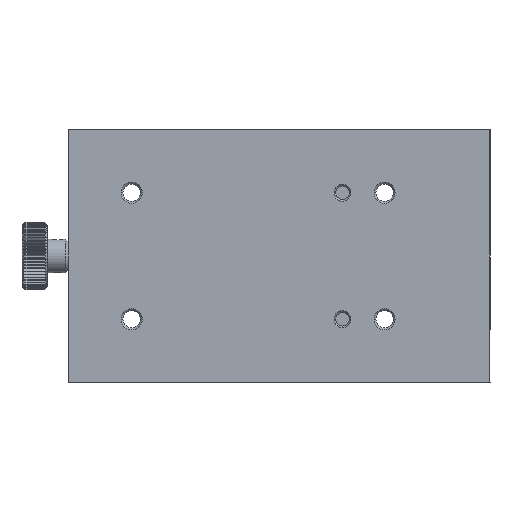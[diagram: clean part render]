
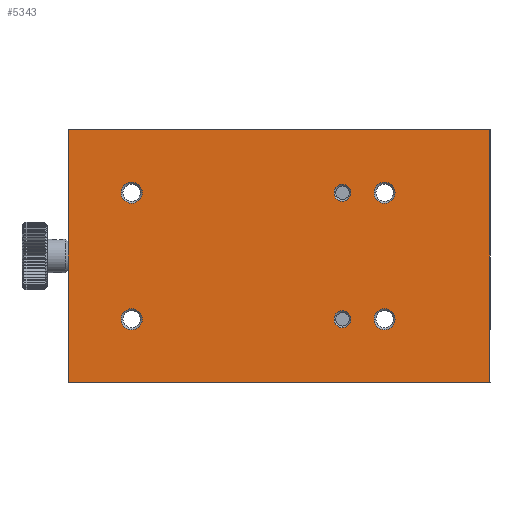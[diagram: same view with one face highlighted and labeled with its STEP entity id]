
A CAD part, front view. The second image highlights one B-rep face of the part: STEP entity #5343.
In plain terms, the highlighted planar face has unit normal (0, -1, 0).
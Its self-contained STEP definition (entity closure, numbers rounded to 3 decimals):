
#8 = VERTEX_POINT ( 'NONE', #3577 ) ;
#141 = DIRECTION ( 'NONE',  ( 0., 0., -1. ) ) ;
#192 = DIRECTION ( 'NONE',  ( 0., -1., 0. ) ) ;
#222 = CARTESIAN_POINT ( 'NONE',  ( -50., 0., 30. ) ) ;
#241 = EDGE_CURVE ( 'NONE', #2250, #2250, #4010, .T. ) ;
#340 = ORIENTED_EDGE ( 'NONE', *, *, #10871, .F. ) ;
#356 = CIRCLE ( 'NONE', #4075, 2.5 ) ;
#358 = EDGE_CURVE ( 'NONE', #8888, #1651, #10777, .T. ) ;
#391 = ORIENTED_EDGE ( 'NONE', *, *, #11499, .F. ) ;
#451 = AXIS2_PLACEMENT_3D ( 'NONE', #8354, #9457, #1360 ) ;
#724 = DIRECTION ( 'NONE',  ( 0., 0., -1. ) ) ;
#751 = VECTOR ( 'NONE', #5181, 1000. ) ;
#954 = CARTESIAN_POINT ( 'NONE',  ( -50., 0., -30. ) ) ;
#992 = DIRECTION ( 'NONE',  ( 0., -1., 0. ) ) ;
#1005 = CARTESIAN_POINT ( 'NONE',  ( -35., 0., -17.5 ) ) ;
#1020 = LINE ( 'NONE', #2133, #7167 ) ;
#1176 = DIRECTION ( 'NONE',  ( 0., 0., -1. ) ) ;
#1186 = DIRECTION ( 'NONE',  ( 0., 0., -1. ) ) ;
#1360 = DIRECTION ( 'NONE',  ( 0., 0., -1. ) ) ;
#1369 = EDGE_LOOP ( 'NONE', ( #7528 ) ) ;
#1399 = FACE_OUTER_BOUND ( 'NONE', #2631, .T. ) ;
#1651 = VERTEX_POINT ( 'NONE', #4707 ) ;
#1725 = AXIS2_PLACEMENT_3D ( 'NONE', #6735, #11391, #724 ) ;
#2081 = ORIENTED_EDGE ( 'NONE', *, *, #4072, .F. ) ;
#2133 = CARTESIAN_POINT ( 'NONE',  ( 50., 0., 30. ) ) ;
#2148 = AXIS2_PLACEMENT_3D ( 'NONE', #7984, #992, #8156 ) ;
#2250 = VERTEX_POINT ( 'NONE', #5908 ) ;
#2345 = DIRECTION ( 'NONE',  ( 0., -1., 0. ) ) ;
#2423 = ORIENTED_EDGE ( 'NONE', *, *, #358, .F. ) ;
#2525 = DIRECTION ( 'NONE',  ( 0., 0., 1. ) ) ;
#2607 = DIRECTION ( 'NONE',  ( 0., -1., 0. ) ) ;
#2631 = EDGE_LOOP ( 'NONE', ( #391, #2081, #2423, #6831 ) ) ;
#2682 = LINE ( 'NONE', #7918, #751 ) ;
#3066 = CIRCLE ( 'NONE', #451, 2.5 ) ;
#3577 = CARTESIAN_POINT ( 'NONE',  ( 15., 0., -17. ) ) ;
#3730 = CARTESIAN_POINT ( 'NONE',  ( 50., 0., 30. ) ) ;
#3882 = ORIENTED_EDGE ( 'NONE', *, *, #7840, .F. ) ;
#4010 = CIRCLE ( 'NONE', #10521, 2. ) ;
#4026 = CARTESIAN_POINT ( 'NONE',  ( -35., 0., -15. ) ) ;
#4072 = EDGE_CURVE ( 'NONE', #1651, #4301, #5822, .T. ) ;
#4075 = AXIS2_PLACEMENT_3D ( 'NONE', #8720, #2607, #5336 ) ;
#4301 = VERTEX_POINT ( 'NONE', #3730 ) ;
#4427 = DIRECTION ( 'NONE',  ( 0., 0., 1. ) ) ;
#4572 = EDGE_CURVE ( 'NONE', #5201, #5201, #356, .T. ) ;
#4707 = CARTESIAN_POINT ( 'NONE',  ( -50., 0., 30. ) ) ;
#4728 = VERTEX_POINT ( 'NONE', #1005 ) ;
#5181 = DIRECTION ( 'NONE',  ( -1., 0., 0. ) ) ;
#5201 = VERTEX_POINT ( 'NONE', #8641 ) ;
#5336 = DIRECTION ( 'NONE',  ( 0., 0., -1. ) ) ;
#5343 = ADVANCED_FACE ( 'NONE', ( #1399, #8506, #7631, #6760, #10312, #8047, #10496 ), #10673, .F. ) ;
#5448 = EDGE_LOOP ( 'NONE', ( #340 ) ) ;
#5464 = ORIENTED_EDGE ( 'NONE', *, *, #10397, .F. ) ;
#5522 = EDGE_LOOP ( 'NONE', ( #6355 ) ) ;
#5551 = VERTEX_POINT ( 'NONE', #9808 ) ;
#5567 = EDGE_LOOP ( 'NONE', ( #5464 ) ) ;
#5818 = EDGE_CURVE ( 'NONE', #6834, #8888, #2682, .T. ) ;
#5822 = LINE ( 'NONE', #6874, #7791 ) ;
#5908 = CARTESIAN_POINT ( 'NONE',  ( 15., 0., 13. ) ) ;
#6258 = VECTOR ( 'NONE', #4427, 1000. ) ;
#6355 = ORIENTED_EDGE ( 'NONE', *, *, #4572, .F. ) ;
#6572 = EDGE_LOOP ( 'NONE', ( #6785 ) ) ;
#6735 = CARTESIAN_POINT ( 'NONE',  ( 15., 0., -15. ) ) ;
#6760 = FACE_BOUND ( 'NONE', #5522, .T. ) ;
#6785 = ORIENTED_EDGE ( 'NONE', *, *, #11034, .F. ) ;
#6831 = ORIENTED_EDGE ( 'NONE', *, *, #5818, .F. ) ;
#6834 = VERTEX_POINT ( 'NONE', #7408 ) ;
#6848 = EDGE_LOOP ( 'NONE', ( #3882 ) ) ;
#6874 = CARTESIAN_POINT ( 'NONE',  ( -50., 0., 30. ) ) ;
#7167 = VECTOR ( 'NONE', #141, 1000. ) ;
#7408 = CARTESIAN_POINT ( 'NONE',  ( 50., 0., -30. ) ) ;
#7528 = ORIENTED_EDGE ( 'NONE', *, *, #241, .F. ) ;
#7631 = FACE_BOUND ( 'NONE', #6572, .T. ) ;
#7791 = VECTOR ( 'NONE', #10426, 1000. ) ;
#7840 = EDGE_CURVE ( 'NONE', #8, #8, #10836, .T. ) ;
#7906 = AXIS2_PLACEMENT_3D ( 'NONE', #4026, #2345, #1176 ) ;
#7918 = CARTESIAN_POINT ( 'NONE',  ( -50., 0., -30. ) ) ;
#7984 = CARTESIAN_POINT ( 'NONE',  ( -35., 0., 15. ) ) ;
#8047 = FACE_BOUND ( 'NONE', #1369, .T. ) ;
#8121 = CARTESIAN_POINT ( 'NONE',  ( 15., 0., 15. ) ) ;
#8156 = DIRECTION ( 'NONE',  ( 0., 0., -1. ) ) ;
#8226 = CARTESIAN_POINT ( 'NONE',  ( -35., 0., 12.5 ) ) ;
#8354 = CARTESIAN_POINT ( 'NONE',  ( 25., 0., 15. ) ) ;
#8506 = FACE_BOUND ( 'NONE', #5567, .T. ) ;
#8641 = CARTESIAN_POINT ( 'NONE',  ( 25., 0., -17.5 ) ) ;
#8720 = CARTESIAN_POINT ( 'NONE',  ( 25., 0., -15. ) ) ;
#8888 = VERTEX_POINT ( 'NONE', #954 ) ;
#9457 = DIRECTION ( 'NONE',  ( 0., -1., 0. ) ) ;
#9624 = CARTESIAN_POINT ( 'NONE',  ( -50., 0., 30. ) ) ;
#9808 = CARTESIAN_POINT ( 'NONE',  ( 25., 0., 12.5 ) ) ;
#10037 = VERTEX_POINT ( 'NONE', #8226 ) ;
#10236 = AXIS2_PLACEMENT_3D ( 'NONE', #9624, #11495, #2525 ) ;
#10312 = FACE_BOUND ( 'NONE', #5448, .T. ) ;
#10397 = EDGE_CURVE ( 'NONE', #5551, #5551, #3066, .T. ) ;
#10426 = DIRECTION ( 'NONE',  ( 1., 0., 0. ) ) ;
#10496 = FACE_BOUND ( 'NONE', #6848, .T. ) ;
#10521 = AXIS2_PLACEMENT_3D ( 'NONE', #8121, #192, #1186 ) ;
#10673 = PLANE ( 'NONE',  #10236 ) ;
#10777 = LINE ( 'NONE', #222, #6258 ) ;
#10836 = CIRCLE ( 'NONE', #1725, 2. ) ;
#10871 = EDGE_CURVE ( 'NONE', #4728, #4728, #10889, .T. ) ;
#10889 = CIRCLE ( 'NONE', #7906, 2.5 ) ;
#11034 = EDGE_CURVE ( 'NONE', #10037, #10037, #11445, .T. ) ;
#11391 = DIRECTION ( 'NONE',  ( 0., -1., 0. ) ) ;
#11445 = CIRCLE ( 'NONE', #2148, 2.5 ) ;
#11495 = DIRECTION ( 'NONE',  ( 0., 1., 0. ) ) ;
#11499 = EDGE_CURVE ( 'NONE', #4301, #6834, #1020, .T. ) ;
